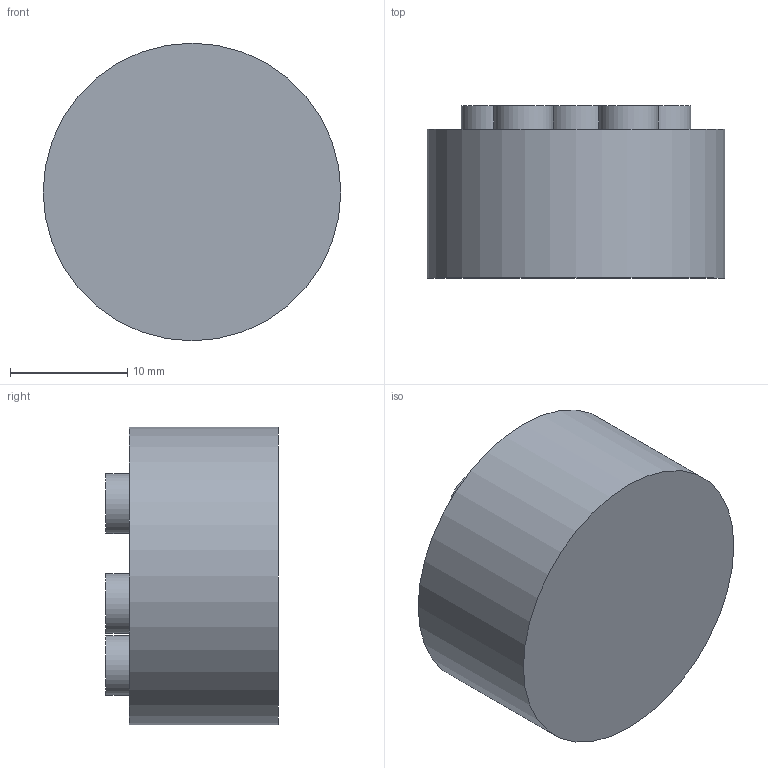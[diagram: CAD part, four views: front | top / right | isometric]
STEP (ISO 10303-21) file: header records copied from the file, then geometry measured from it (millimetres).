
FILE_DESCRIPTION(/* description */ (''),/* implementation_level */ '2;1');
FILE_NAME(/* name */ 'Lock v2.step',/* time_stamp */ '2018-12-21T21:55:00-08:00',/* author */ ('blankenberg.l'),/* organization */ (''),/* preprocessor_version */ 'ST-DEVELOPER v17.2',/* originating_system */ 'Autodesk Translation Framework v7.6.0.251',/* authorisation */ '');
FILE_SCHEMA (('AUTOMOTIVE_DESIGN { 1 0 10303 214 3 1 1 }'));
Length unit declared in the file: inch
Products named in the file (3): Lock; Base for Buttons; Buttons v1
Assembly tree (2 placements, depth 2):
  Lock
    Base for Buttons
    Buttons v1
Bounding box: 25.4 x 14.7 x 25.4 mm (x, y, z)
Volume: 6637.9 mm3; surface area: 2389.1 mm2
Topology: 6 solids, 6 shells, 18 faces, 18 edges, 12 vertices
Faces by surface type: plane 12, cylinder 6
Full cylindrical faces by diameter (mm): 5.08 x5, 25.4 x1
Entity records: 417 total; most frequent: DIRECTION 76, CARTESIAN_POINT 53, ORIENTED_EDGE 36, AXIS2_PLACEMENT_3D 35, FACE_OUTER_BOUND 18, EDGE_LOOP 18, EDGE_CURVE 18, ADVANCED_FACE 18
